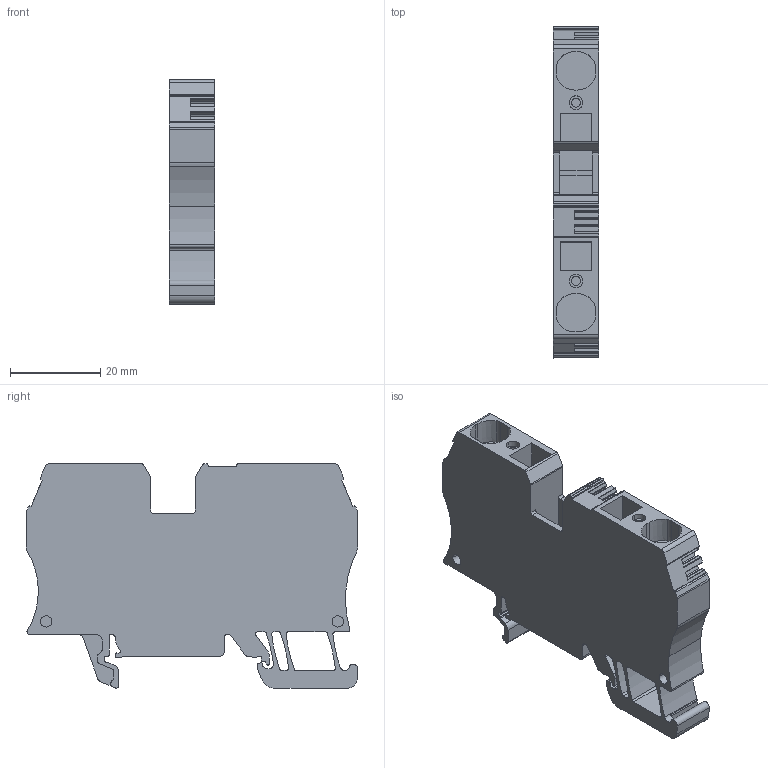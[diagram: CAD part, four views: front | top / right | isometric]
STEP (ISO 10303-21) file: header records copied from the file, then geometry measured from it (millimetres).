
FILE_DESCRIPTION(('CATIA V5 STEP Exchange','CAx-IF Rec.Pracs.--- Model Styling and Organization---1.4--- 2014-01-23'),'2;1');
FILE_NAME ('D1456925_0', '2019-12-20T07:15:25+00:00', ('none'), ('Weidmueller'), 'CATIA Version 5-6 Release 2016 SP3 HF44', 'CATIA V5 STEP AP214', 'none');
FILE_SCHEMA(('AUTOMOTIVE_DESIGN { 1 0 10303 214 1 1 1 1 }'));
Length unit declared in the file: millimetre
Products named in the file (1): 1830610000_ZDU_10_OR
Bounding box: 10 x 73.34 x 49.56 mm (x, y, z)
Volume: 24520.9 mm3; surface area: 11682.4 mm2
Topology: 1 solids, 1 shells, 334 faces, 959 edges, 639 vertices
Faces by surface type: plane 189, cylinder 129, extrusion 16
Entity records: 10641 total; most frequent: CARTESIAN_POINT 2025, ORIENTED_EDGE 1918, DIRECTION 1523, EDGE_CURVE 959, VECTOR 684, LINE 668, VERTEX_POINT 639, AXIS2_PLACEMENT_3D 558
